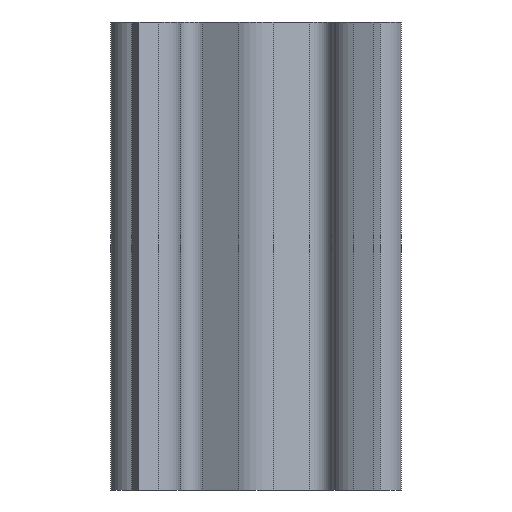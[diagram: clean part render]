
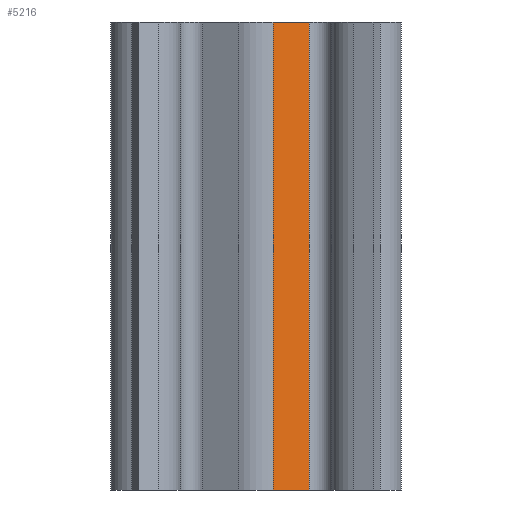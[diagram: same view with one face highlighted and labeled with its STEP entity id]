
A CAD part, front view. The second image highlights one B-rep face of the part: STEP entity #5216.
In plain terms, the highlighted planar face has unit normal (0.5, -0.866, 0).
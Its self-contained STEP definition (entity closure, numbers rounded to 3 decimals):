
#103=PLANE('',#5676);
#326=FACE_OUTER_BOUND('',#592,.T.);
#592=EDGE_LOOP('',(#4027,#4028,#4029,#4030));
#1034=LINE('',#8492,#1566);
#1035=LINE('',#8495,#1567);
#1036=LINE('',#8497,#1568);
#1037=LINE('',#8498,#1569);
#1566=VECTOR('',#6904,10.);
#1567=VECTOR('',#6907,10.);
#1568=VECTOR('',#6908,10.);
#1569=VECTOR('',#6909,10.);
#2357=VERTEX_POINT('',#8488);
#2358=VERTEX_POINT('',#8490);
#2359=VERTEX_POINT('',#8494);
#2360=VERTEX_POINT('',#8496);
#3060=EDGE_CURVE('',#2357,#2358,#1034,.T.);
#3061=EDGE_CURVE('',#2359,#2357,#1035,.T.);
#3062=EDGE_CURVE('',#2360,#2358,#1036,.T.);
#3063=EDGE_CURVE('',#2359,#2360,#1037,.T.);
#4027=ORIENTED_EDGE('',*,*,#3061,.T.);
#4028=ORIENTED_EDGE('',*,*,#3060,.T.);
#4029=ORIENTED_EDGE('',*,*,#3062,.F.);
#4030=ORIENTED_EDGE('',*,*,#3063,.F.);
#5216=ADVANCED_FACE('',(#326),#103,.T.);
#5676=AXIS2_PLACEMENT_3D('',#8493,#6905,#6906);
#6904=DIRECTION('',(0.,0.,1.));
#6905=DIRECTION('center_axis',(0.5,-0.866,0.));
#6906=DIRECTION('ref_axis',(0.866,0.5,0.));
#6907=DIRECTION('',(0.866,0.5,0.));
#6908=DIRECTION('',(0.866,0.5,0.));
#6909=DIRECTION('',(0.,0.,1.));
#8488=CARTESIAN_POINT('',(-0.639,126.02,0.));
#8490=CARTESIAN_POINT('',(-0.639,126.02,37.));
#8492=CARTESIAN_POINT('',(-0.639,126.02,0.));
#8493=CARTESIAN_POINT('Origin',(-3.489,124.374,0.));
#8494=CARTESIAN_POINT('',(-3.489,124.374,0.));
#8495=CARTESIAN_POINT('',(-3.489,124.374,0.));
#8496=CARTESIAN_POINT('',(-3.489,124.374,37.));
#8497=CARTESIAN_POINT('',(-3.489,124.374,37.));
#8498=CARTESIAN_POINT('',(-3.489,124.374,0.));
